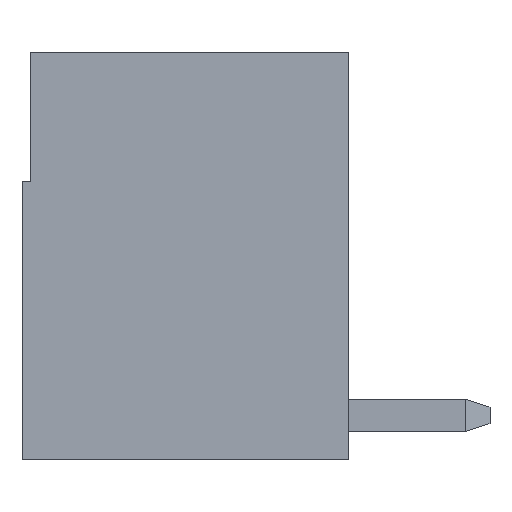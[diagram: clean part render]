
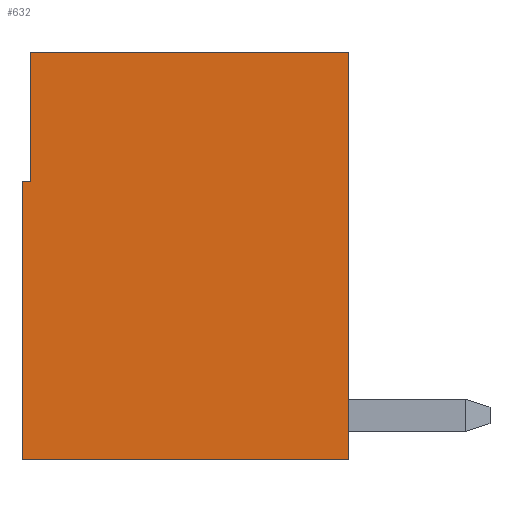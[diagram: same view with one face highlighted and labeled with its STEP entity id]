
A CAD part, left-side view. The second image highlights one B-rep face of the part: STEP entity #632.
In plain terms, the highlighted planar face has unit normal (-1, 0, 0).
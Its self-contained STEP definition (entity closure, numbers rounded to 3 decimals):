
#632 = ADVANCED_FACE( '', ( #1400 ), #1401, .T. );
#1400 = FACE_OUTER_BOUND( '', #2353, .T. );
#1401 = PLANE( '', #2354 );
#2353 = EDGE_LOOP( '', ( #3931, #3932, #3933, #3934, #3935, #3936 ) );
#2354 = AXIS2_PLACEMENT_3D( '', #3937, #3938, #3939 );
#3931 = ORIENTED_EDGE( '', *, *, #6217, .T. );
#3932 = ORIENTED_EDGE( '', *, *, #6296, .T. );
#3933 = ORIENTED_EDGE( '', *, *, #6050, .T. );
#3934 = ORIENTED_EDGE( '', *, *, #6297, .T. );
#3935 = ORIENTED_EDGE( '', *, *, #6001, .T. );
#3936 = ORIENTED_EDGE( '', *, *, #6298, .T. );
#3937 = CARTESIAN_POINT( '', ( -11.05, 0., 0. ) );
#3938 = DIRECTION( '', ( -1., 0., 0. ) );
#3939 = DIRECTION( '', ( 0., 0., 1. ) );
#6001 = EDGE_CURVE( '', #7288, #7290, #7292, .T. );
#6050 = EDGE_CURVE( '', #7370, #7368, #7371, .T. );
#6217 = EDGE_CURVE( '', #7645, #7643, #7646, .T. );
#6296 = EDGE_CURVE( '', #7643, #7370, #7766, .T. );
#6297 = EDGE_CURVE( '', #7368, #7288, #7767, .T. );
#6298 = EDGE_CURVE( '', #7290, #7645, #7768, .T. );
#7288 = VERTEX_POINT( '', #9117 );
#7290 = VERTEX_POINT( '', #9120 );
#7292 = LINE( '', #9123, #9124 );
#7368 = VERTEX_POINT( '', #9232 );
#7370 = VERTEX_POINT( '', #9235 );
#7371 = LINE( '', #9236, #9237 );
#7643 = VERTEX_POINT( '', #9633 );
#7645 = VERTEX_POINT( '', #9636 );
#7646 = LINE( '', #9637, #9638 );
#7766 = LINE( '', #9812, #9813 );
#7767 = LINE( '', #9814, #9815 );
#7768 = LINE( '', #9816, #9817 );
#9117 = CARTESIAN_POINT( '', ( -11.05, 4.05, 1.85 ) );
#9120 = CARTESIAN_POINT( '', ( -11.05, 4.05, -5.05 ) );
#9123 = CARTESIAN_POINT( '', ( -11.05, 4.05, 1.85 ) );
#9124 = VECTOR( '', #11039, 1000. );
#9232 = CARTESIAN_POINT( '', ( -11.05, 3.85, 1.85 ) );
#9235 = CARTESIAN_POINT( '', ( -11.05, 3.85, 5.05 ) );
#9236 = CARTESIAN_POINT( '', ( -11.05, 3.85, 5.05 ) );
#9237 = VECTOR( '', #11085, 1000. );
#9633 = CARTESIAN_POINT( '', ( -11.05, -4.05, 5.05 ) );
#9636 = CARTESIAN_POINT( '', ( -11.05, -4.05, -5.05 ) );
#9637 = CARTESIAN_POINT( '', ( -11.05, -4.05, -5.05 ) );
#9638 = VECTOR( '', #11241, 1000. );
#9812 = CARTESIAN_POINT( '', ( -11.05, -4.05, 5.05 ) );
#9813 = VECTOR( '', #11314, 1000. );
#9814 = CARTESIAN_POINT( '', ( -11.05, 3.85, 1.85 ) );
#9815 = VECTOR( '', #11315, 1000. );
#9816 = CARTESIAN_POINT( '', ( -11.05, 4.05, -5.05 ) );
#9817 = VECTOR( '', #11316, 1000. );
#11039 = DIRECTION( '', ( 0., 0., -1. ) );
#11085 = DIRECTION( '', ( 0., 0., -1. ) );
#11241 = DIRECTION( '', ( 0., 0., 1. ) );
#11314 = DIRECTION( '', ( 0., 1., 0. ) );
#11315 = DIRECTION( '', ( 0., 1., 0. ) );
#11316 = DIRECTION( '', ( 0., -1., 0. ) );
